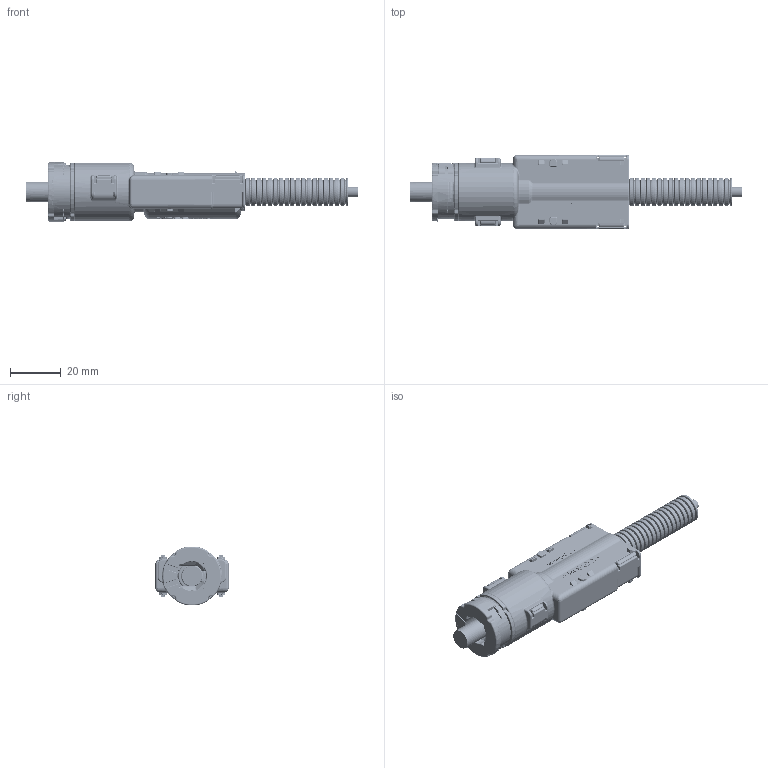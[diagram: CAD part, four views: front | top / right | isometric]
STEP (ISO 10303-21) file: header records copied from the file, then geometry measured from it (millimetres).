
FILE_DESCRIPTION(('CATIA V5 STEP','CAx-IF Rec.Pracs.--- Model Styling and Organization---1.4--- 2014-01-23'),'2;1');
FILE_NAME('Download-SV241N_GKU_5-16-ZOLL_ 4x1_heated.stp','2019-07-03T13:06:21+00:00',('none'),('none'),'CATIA Version 5-6 Release 2016 SP3 HF59','CATIA V5 STEP AP214 Edition 3','none');
FILE_SCHEMA(('AUTOMOTIVE_DESIGN { 1 0 10303 214 3 1 1 1 }'));
Products named in the file (1):  Download-SV241N GKU 5_16_ 4x1 heated
Bounding box: 130.77 x 29 x 23.25 mm (x, y, z)
Volume: 19243.1 mm3; surface area: 31107.4 mm2
Topology: 7 solids, 7 shells, 9717 faces, 25474 edges, 15530 vertices
Faces by surface type: plane 4641, cylinder 2084, torus 1283, bspline 1189, cone 323, sphere 163, extrusion 34
Entity records: 366469 total; most frequent: CARTESIAN_POINT 155536, ORIENTED_EDGE 50298, DIRECTION 32060, EDGE_CURVE 25149, VERTEX_POINT 15528, AXIS2_PLACEMENT_3D 12766, VECTOR 12096, LINE 12062
